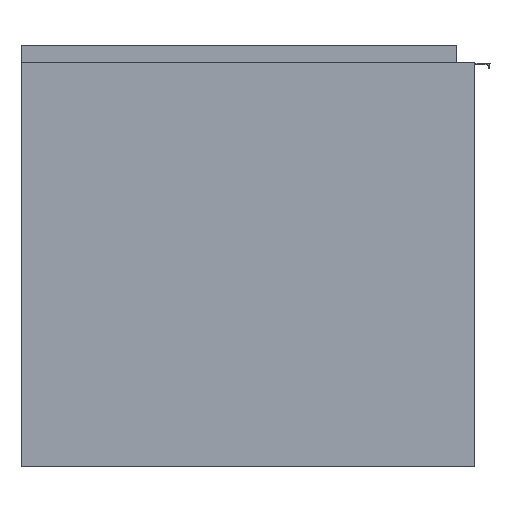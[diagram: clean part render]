
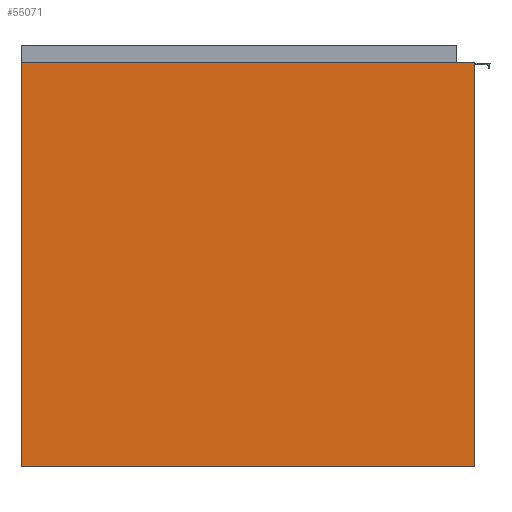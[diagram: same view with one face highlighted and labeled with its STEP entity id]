
A CAD part, left-side view. The second image highlights one B-rep face of the part: STEP entity #55071.
In plain terms, the highlighted planar face has unit normal (-1, 0, 0).
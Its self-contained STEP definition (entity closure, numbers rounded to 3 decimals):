
#5279=FACE_OUTER_BOUND('',#8455,.T.);
#8455=EDGE_LOOP('',(#41684,#41685,#41686,#41687));
#12951=LINE('',#83908,#18848);
#12955=LINE('',#83916,#18852);
#12958=LINE('',#83922,#18855);
#12961=LINE('',#83927,#18858);
#18848=VECTOR('',#67725,462.);
#18852=VECTOR('',#67731,412.);
#18855=VECTOR('',#67736,462.);
#18858=VECTOR('',#67741,412.);
#24362=VERTEX_POINT('',#83906);
#24363=VERTEX_POINT('',#83907);
#24366=VERTEX_POINT('',#83915);
#24368=VERTEX_POINT('',#83921);
#30688=EDGE_CURVE('',#24362,#24363,#12951,.T.);
#30692=EDGE_CURVE('',#24366,#24362,#12955,.T.);
#30695=EDGE_CURVE('',#24368,#24366,#12958,.T.);
#30698=EDGE_CURVE('',#24363,#24368,#12961,.T.);
#41684=ORIENTED_EDGE('',*,*,#30698,.F.);
#41685=ORIENTED_EDGE('',*,*,#30688,.F.);
#41686=ORIENTED_EDGE('',*,*,#30692,.F.);
#41687=ORIENTED_EDGE('',*,*,#30695,.F.);
#52834=PLANE('',#58763);
#55071=ADVANCED_FACE('',(#5279),#52834,.F.);
#58763=AXIS2_PLACEMENT_3D('',#83930,#67745,#67746);
#67725=DIRECTION('',(0.,1.,0.));
#67731=DIRECTION('',(0.,0.,-1.));
#67736=DIRECTION('',(0.,-1.,0.));
#67741=DIRECTION('',(0.,0.,1.));
#67745=DIRECTION('center_axis',(1.,0.,0.));
#67746=DIRECTION('ref_axis',(0.,0.,-1.));
#83906=CARTESIAN_POINT('',(0.,0.,0.));
#83907=CARTESIAN_POINT('',(0.,462.,0.));
#83908=CARTESIAN_POINT('',(0.,0.,0.));
#83915=CARTESIAN_POINT('',(0.,0.,412.));
#83916=CARTESIAN_POINT('',(0.,0.,412.));
#83921=CARTESIAN_POINT('',(0.,462.,412.));
#83922=CARTESIAN_POINT('',(0.,462.,412.));
#83927=CARTESIAN_POINT('',(0.,462.,0.));
#83930=CARTESIAN_POINT('Origin',(0.,231.,206.));
